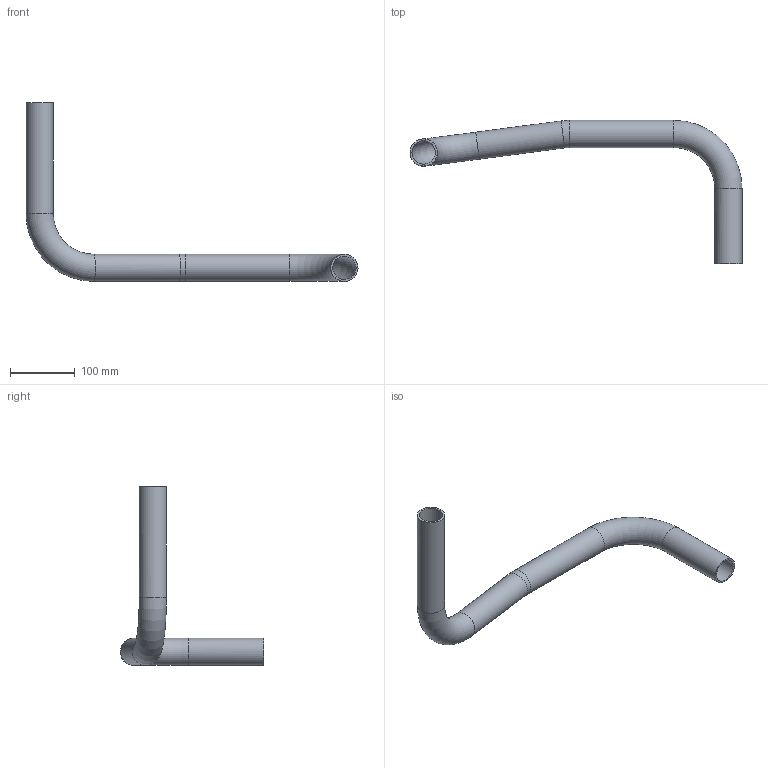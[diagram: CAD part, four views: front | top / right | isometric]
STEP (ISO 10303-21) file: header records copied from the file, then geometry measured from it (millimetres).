
FILE_DESCRIPTION(/* description */ (''),/* implementation_level */ '2;1');
FILE_NAME(/* name */ '30200970-XX-00005-Pipe 42x3 L=855 mm rev0 20210324.stp',/* time_stamp */ '2021-03-24T09:09:22+01:00',/* author */ ('AHo'),/* organization */ (''),/* preprocessor_version */ 'ST-DEVELOPER v18.1',/* originating_system */ 'Autodesk Inventor 2020',/* authorisation */ '');
FILE_SCHEMA (('AUTOMOTIVE_DESIGN { 1 0 10303 214 3 1 1 }'));
Length unit declared in the file: millimetre
Products named in the file (1): 30200970-XX-00005
Bounding box: 512.29 x 220.98 x 275.98 mm (x, y, z)
Volume: 314301.6 mm3; surface area: 210269.5 mm2
Topology: 1 solids, 1 shells, 16 faces, 50 edges, 36 vertices
Faces by surface type: cylinder 8, torus 6, plane 2
Full cylindrical faces by diameter (mm): 36 x4, 42 x4
Entity records: 645 total; most frequent: DIRECTION 126, CARTESIAN_POINT 103, ORIENTED_EDGE 100, AXIS2_PLACEMENT_3D 59, EDGE_CURVE 50, CIRCLE 42, VERTEX_POINT 36, EDGE_LOOP 18
